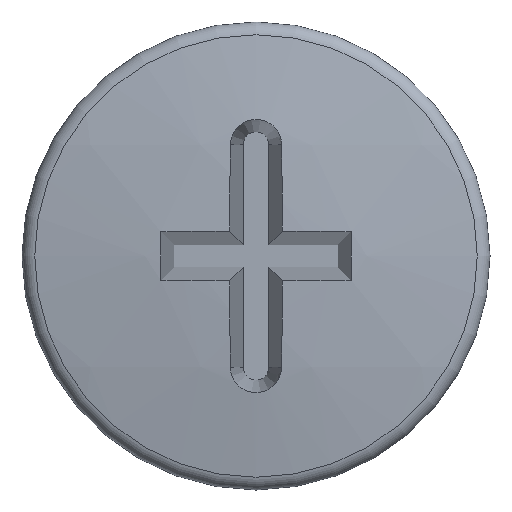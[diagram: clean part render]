
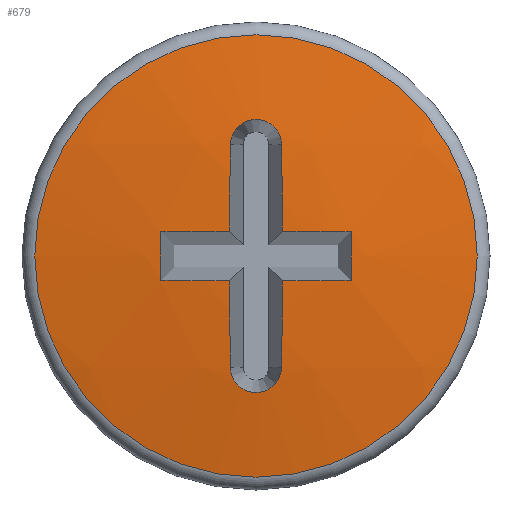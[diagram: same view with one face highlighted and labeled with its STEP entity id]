
A CAD part, left-side view. The second image highlights one B-rep face of the part: STEP entity #679.
In plain terms, the highlighted spherical face has radius 38.892 mm.
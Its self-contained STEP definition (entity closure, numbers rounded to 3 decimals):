
#18=SPHERICAL_SURFACE('',#735,38.892);
#30=FACE_BOUND('',#122,.T.);
#45=B_SPLINE_CURVE_WITH_KNOTS('',3,(#1720,#1721,#1722,#1723,#1724,#1725,
#1726,#1727,#1728,#1729,#1730,#1731,#1732,#1733,#1734,#1735,#1736,#1737),
 .UNSPECIFIED.,.F.,.F.,(4,2,2,2,2,2,2,2,4),(-0.245,-0.214,
-0.183,-0.153,-0.122,-0.092,
-0.062,-0.031,0.),.UNSPECIFIED.);
#46=B_SPLINE_CURVE_WITH_KNOTS('',3,(#1749,#1750,#1751,#1752,#1753,#1754,
#1755,#1756,#1757,#1758,#1759,#1760,#1761,#1762,#1763,#1764,#1765,#1766),
 .UNSPECIFIED.,.F.,.F.,(4,2,2,2,2,2,2,2,4),(-0.245,-0.214,
-0.183,-0.153,-0.122,-0.092,
-0.062,-0.031,0.),.UNSPECIFIED.);
#73=FACE_OUTER_BOUND('',#121,.T.);
#121=EDGE_LOOP('',(#499));
#122=EDGE_LOOP('',(#500,#501,#502,#503,#504,#505,#506,#507,#508,#509,#510,
#511));
#255=CIRCLE('',#734,7.091);
#256=CIRCLE('',#736,38.44);
#257=CIRCLE('',#737,38.44);
#258=CIRCLE('',#738,38.432);
#259=CIRCLE('',#739,38.714);
#260=CIRCLE('',#740,38.432);
#261=CIRCLE('',#741,38.44);
#262=CIRCLE('',#742,38.44);
#263=CIRCLE('',#743,38.432);
#264=CIRCLE('',#744,38.714);
#265=CIRCLE('',#745,38.432);
#300=VERTEX_POINT('',#1713);
#301=VERTEX_POINT('',#1716);
#302=VERTEX_POINT('',#1717);
#303=VERTEX_POINT('',#1719);
#304=VERTEX_POINT('',#1738);
#305=VERTEX_POINT('',#1740);
#306=VERTEX_POINT('',#1742);
#307=VERTEX_POINT('',#1744);
#308=VERTEX_POINT('',#1746);
#309=VERTEX_POINT('',#1748);
#310=VERTEX_POINT('',#1767);
#311=VERTEX_POINT('',#1769);
#312=VERTEX_POINT('',#1771);
#374=EDGE_CURVE('',#300,#300,#255,.T.);
#375=EDGE_CURVE('',#301,#302,#256,.T.);
#376=EDGE_CURVE('',#302,#303,#45,.T.);
#377=EDGE_CURVE('',#303,#304,#257,.T.);
#378=EDGE_CURVE('',#304,#305,#258,.T.);
#379=EDGE_CURVE('',#305,#306,#259,.T.);
#380=EDGE_CURVE('',#306,#307,#260,.T.);
#381=EDGE_CURVE('',#307,#308,#261,.T.);
#382=EDGE_CURVE('',#308,#309,#46,.T.);
#383=EDGE_CURVE('',#309,#310,#262,.T.);
#384=EDGE_CURVE('',#310,#311,#263,.T.);
#385=EDGE_CURVE('',#311,#312,#264,.T.);
#386=EDGE_CURVE('',#312,#301,#265,.T.);
#499=ORIENTED_EDGE('',*,*,#374,.F.);
#500=ORIENTED_EDGE('',*,*,#375,.T.);
#501=ORIENTED_EDGE('',*,*,#376,.T.);
#502=ORIENTED_EDGE('',*,*,#377,.T.);
#503=ORIENTED_EDGE('',*,*,#378,.T.);
#504=ORIENTED_EDGE('',*,*,#379,.T.);
#505=ORIENTED_EDGE('',*,*,#380,.T.);
#506=ORIENTED_EDGE('',*,*,#381,.T.);
#507=ORIENTED_EDGE('',*,*,#382,.T.);
#508=ORIENTED_EDGE('',*,*,#383,.T.);
#509=ORIENTED_EDGE('',*,*,#384,.T.);
#510=ORIENTED_EDGE('',*,*,#385,.T.);
#511=ORIENTED_EDGE('',*,*,#386,.T.);
#679=ADVANCED_FACE('',(#73,#30),#18,.T.);
#734=AXIS2_PLACEMENT_3D('',#1714,#837,#838);
#735=AXIS2_PLACEMENT_3D('',#1715,#839,#840);
#736=AXIS2_PLACEMENT_3D('',#1718,#841,#842);
#737=AXIS2_PLACEMENT_3D('',#1739,#843,#844);
#738=AXIS2_PLACEMENT_3D('',#1741,#845,#846);
#739=AXIS2_PLACEMENT_3D('',#1743,#847,#848);
#740=AXIS2_PLACEMENT_3D('',#1745,#849,#850);
#741=AXIS2_PLACEMENT_3D('',#1747,#851,#852);
#742=AXIS2_PLACEMENT_3D('',#1768,#853,#854);
#743=AXIS2_PLACEMENT_3D('',#1770,#855,#856);
#744=AXIS2_PLACEMENT_3D('',#1772,#857,#858);
#745=AXIS2_PLACEMENT_3D('',#1773,#859,#860);
#837=DIRECTION('center_axis',(1.,0.,0.));
#838=DIRECTION('ref_axis',(0.,-1.,0.));
#839=DIRECTION('center_axis',(0.,0.,1.));
#840=DIRECTION('ref_axis',(1.,0.,0.));
#841=DIRECTION('center_axis',(0.174,0.985,0.));
#842=DIRECTION('ref_axis',(0.,0.,-1.));
#843=DIRECTION('center_axis',(0.174,-0.985,0.));
#844=DIRECTION('ref_axis',(0.,0.,1.));
#845=DIRECTION('center_axis',(0.174,0.,0.985));
#846=DIRECTION('ref_axis',(0.,1.,0.));
#847=DIRECTION('center_axis',(0.174,-0.985,0.));
#848=DIRECTION('ref_axis',(0.,0.,1.));
#849=DIRECTION('center_axis',(0.174,0.,-0.985));
#850=DIRECTION('ref_axis',(0.,-1.,0.));
#851=DIRECTION('center_axis',(0.174,-0.985,0.));
#852=DIRECTION('ref_axis',(0.,0.,1.));
#853=DIRECTION('center_axis',(0.174,0.985,0.));
#854=DIRECTION('ref_axis',(0.,0.,-1.));
#855=DIRECTION('center_axis',(0.174,0.,-0.985));
#856=DIRECTION('ref_axis',(0.,-1.,0.));
#857=DIRECTION('center_axis',(0.174,0.985,0.));
#858=DIRECTION('ref_axis',(0.,0.,-1.));
#859=DIRECTION('center_axis',(0.174,0.,0.985));
#860=DIRECTION('ref_axis',(0.,1.,0.));
#1713=CARTESIAN_POINT('',(-7.348,7.091,0.));
#1714=CARTESIAN_POINT('Origin',(-7.348,0.,0.));
#1715=CARTESIAN_POINT('Origin',(30.892,0.,0.));
#1716=CARTESIAN_POINT('',(-7.983,0.847,0.797));
#1717=CARTESIAN_POINT('',(-7.827,0.82,3.57));
#1718=CARTESIAN_POINT('Origin',(29.865,-5.827,0.));
#1719=CARTESIAN_POINT('',(-7.827,-0.82,3.57));
#1720=CARTESIAN_POINT('Ctrl Pts',(-7.827,0.82,3.57));
#1721=CARTESIAN_POINT('Ctrl Pts',(-7.818,0.818,3.672));
#1722=CARTESIAN_POINT('Ctrl Pts',(-7.808,0.796,3.781));
#1723=CARTESIAN_POINT('Ctrl Pts',(-7.789,0.71,3.981));
#1724=CARTESIAN_POINT('Ctrl Pts',(-7.781,0.646,4.072));
#1725=CARTESIAN_POINT('Ctrl Pts',(-7.768,0.5,4.214));
#1726=CARTESIAN_POINT('Ctrl Pts',(-7.762,0.409,4.275));
#1727=CARTESIAN_POINT('Ctrl Pts',(-7.755,0.209,4.356));
#1728=CARTESIAN_POINT('Ctrl Pts',(-7.753,0.101,4.376));
#1729=CARTESIAN_POINT('Ctrl Pts',(-7.753,-0.101,
4.376));
#1730=CARTESIAN_POINT('Ctrl Pts',(-7.755,-0.209,
4.356));
#1731=CARTESIAN_POINT('Ctrl Pts',(-7.762,-0.409,4.275));
#1732=CARTESIAN_POINT('Ctrl Pts',(-7.768,-0.5,
4.214));
#1733=CARTESIAN_POINT('Ctrl Pts',(-7.781,-0.646,
4.072));
#1734=CARTESIAN_POINT('Ctrl Pts',(-7.789,-0.71,3.981));
#1735=CARTESIAN_POINT('Ctrl Pts',(-7.808,-0.796,
3.781));
#1736=CARTESIAN_POINT('Ctrl Pts',(-7.818,-0.818,
3.672));
#1737=CARTESIAN_POINT('Ctrl Pts',(-7.827,-0.82,
3.57));
#1738=CARTESIAN_POINT('',(-7.983,-0.847,0.797));
#1739=CARTESIAN_POINT('Origin',(29.865,5.827,0.));
#1740=CARTESIAN_POINT('',(-7.872,-3.052,0.777));
#1741=CARTESIAN_POINT('Origin',(29.856,0.,-5.875));
#1742=CARTESIAN_POINT('',(-7.872,-3.052,-0.777));
#1743=CARTESIAN_POINT('Origin',(30.246,3.669,0.));
#1744=CARTESIAN_POINT('',(-7.983,-0.847,-0.797));
#1745=CARTESIAN_POINT('Origin',(29.856,0.,5.875));
#1746=CARTESIAN_POINT('',(-7.827,-0.82,-3.57));
#1747=CARTESIAN_POINT('Origin',(29.865,5.827,0.));
#1748=CARTESIAN_POINT('',(-7.827,0.82,-3.57));
#1749=CARTESIAN_POINT('Ctrl Pts',(-7.827,-0.82,
-3.57));
#1750=CARTESIAN_POINT('Ctrl Pts',(-7.818,-0.818,
-3.672));
#1751=CARTESIAN_POINT('Ctrl Pts',(-7.808,-0.796,
-3.781));
#1752=CARTESIAN_POINT('Ctrl Pts',(-7.789,-0.71,-3.981));
#1753=CARTESIAN_POINT('Ctrl Pts',(-7.781,-0.646,
-4.072));
#1754=CARTESIAN_POINT('Ctrl Pts',(-7.768,-0.5,
-4.214));
#1755=CARTESIAN_POINT('Ctrl Pts',(-7.762,-0.409,-4.275));
#1756=CARTESIAN_POINT('Ctrl Pts',(-7.755,-0.209,
-4.356));
#1757=CARTESIAN_POINT('Ctrl Pts',(-7.753,-0.101,
-4.376));
#1758=CARTESIAN_POINT('Ctrl Pts',(-7.753,0.101,-4.376));
#1759=CARTESIAN_POINT('Ctrl Pts',(-7.755,0.209,-4.356));
#1760=CARTESIAN_POINT('Ctrl Pts',(-7.762,0.409,-4.275));
#1761=CARTESIAN_POINT('Ctrl Pts',(-7.768,0.5,-4.214));
#1762=CARTESIAN_POINT('Ctrl Pts',(-7.781,0.646,-4.072));
#1763=CARTESIAN_POINT('Ctrl Pts',(-7.789,0.71,-3.981));
#1764=CARTESIAN_POINT('Ctrl Pts',(-7.808,0.796,-3.781));
#1765=CARTESIAN_POINT('Ctrl Pts',(-7.818,0.818,-3.672));
#1766=CARTESIAN_POINT('Ctrl Pts',(-7.827,0.82,-3.57));
#1767=CARTESIAN_POINT('',(-7.983,0.847,-0.797));
#1768=CARTESIAN_POINT('Origin',(29.865,-5.827,0.));
#1769=CARTESIAN_POINT('',(-7.872,3.052,-0.777));
#1770=CARTESIAN_POINT('Origin',(29.856,0.,5.875));
#1771=CARTESIAN_POINT('',(-7.872,3.052,0.777));
#1772=CARTESIAN_POINT('Origin',(30.246,-3.669,0.));
#1773=CARTESIAN_POINT('Origin',(29.856,0.,-5.875));
